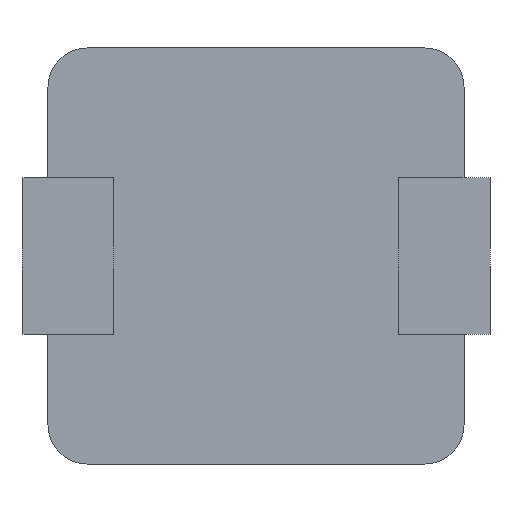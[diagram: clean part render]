
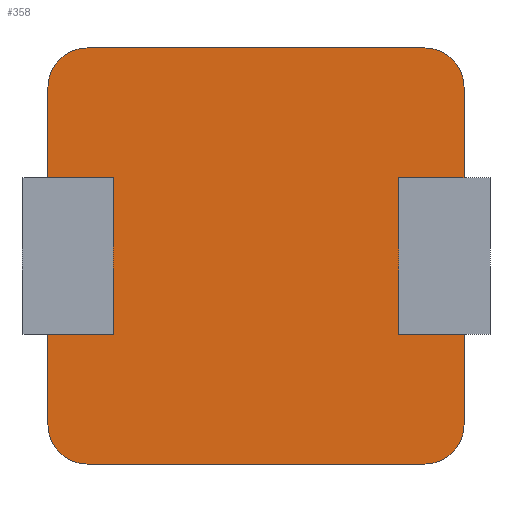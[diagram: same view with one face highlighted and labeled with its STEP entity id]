
A CAD part, front view. The second image highlights one B-rep face of the part: STEP entity #358.
In plain terms, the highlighted planar face has unit normal (0, -1, 0).
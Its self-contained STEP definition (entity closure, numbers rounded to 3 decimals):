
#19=CIRCLE('',#389,0.3);
#21=CIRCLE('',#393,0.3);
#23=CIRCLE('',#397,0.3);
#25=CIRCLE('',#401,0.3);
#40=FACE_OUTER_BOUND('',#62,.T.);
#62=EDGE_LOOP('',(#275,#276,#277,#278,#279,#280,#281,#282));
#75=LINE('',#523,#115);
#80=LINE('',#537,#120);
#84=LINE('',#549,#124);
#88=LINE('',#561,#128);
#115=VECTOR('',#421,10.);
#120=VECTOR('',#434,10.);
#124=VECTOR('',#446,10.);
#128=VECTOR('',#458,10.);
#155=VERTEX_POINT('',#521);
#156=VERTEX_POINT('',#522);
#159=VERTEX_POINT('',#530);
#161=VERTEX_POINT('',#536);
#163=VERTEX_POINT('',#542);
#165=VERTEX_POINT('',#548);
#167=VERTEX_POINT('',#554);
#169=VERTEX_POINT('',#560);
#187=EDGE_CURVE('',#155,#156,#75,.T.);
#191=EDGE_CURVE('',#159,#156,#19,.T.);
#194=EDGE_CURVE('',#159,#161,#80,.T.);
#197=EDGE_CURVE('',#163,#161,#21,.T.);
#200=EDGE_CURVE('',#163,#165,#84,.T.);
#203=EDGE_CURVE('',#167,#165,#23,.T.);
#206=EDGE_CURVE('',#167,#169,#88,.T.);
#209=EDGE_CURVE('',#155,#169,#25,.T.);
#275=ORIENTED_EDGE('',*,*,#209,.F.);
#276=ORIENTED_EDGE('',*,*,#187,.T.);
#277=ORIENTED_EDGE('',*,*,#191,.F.);
#278=ORIENTED_EDGE('',*,*,#194,.T.);
#279=ORIENTED_EDGE('',*,*,#197,.F.);
#280=ORIENTED_EDGE('',*,*,#200,.T.);
#281=ORIENTED_EDGE('',*,*,#203,.F.);
#282=ORIENTED_EDGE('',*,*,#206,.T.);
#336=PLANE('',#404);
#358=ADVANCED_FACE('',(#40),#336,.F.);
#389=AXIS2_PLACEMENT_3D('',#531,#427,#428);
#393=AXIS2_PLACEMENT_3D('',#543,#439,#440);
#397=AXIS2_PLACEMENT_3D('',#555,#451,#452);
#401=AXIS2_PLACEMENT_3D('',#566,#463,#464);
#404=AXIS2_PLACEMENT_3D('',#569,#469,#470);
#421=DIRECTION('',(1.,0.,0.));
#427=DIRECTION('center_axis',(0.,1.,0.));
#428=DIRECTION('ref_axis',(1.,0.,0.));
#434=DIRECTION('',(0.,0.,1.));
#439=DIRECTION('center_axis',(0.,1.,0.));
#440=DIRECTION('ref_axis',(0.,0.,1.));
#446=DIRECTION('',(-1.,0.,0.));
#451=DIRECTION('center_axis',(0.,1.,0.));
#452=DIRECTION('ref_axis',(-1.,0.,0.));
#458=DIRECTION('',(0.,0.,-1.));
#463=DIRECTION('center_axis',(0.,1.,0.));
#464=DIRECTION('ref_axis',(0.,0.,-1.));
#469=DIRECTION('center_axis',(0.,1.,0.));
#470=DIRECTION('ref_axis',(1.,0.,0.));
#521=CARTESIAN_POINT('',(-1.3,0.1,-1.6));
#522=CARTESIAN_POINT('',(1.3,0.1,-1.6));
#523=CARTESIAN_POINT('',(-1.3,0.1,-1.6));
#530=CARTESIAN_POINT('',(1.6,0.1,-1.3));
#531=CARTESIAN_POINT('Origin',(1.3,0.1,-1.3));
#536=CARTESIAN_POINT('',(1.6,0.1,1.3));
#537=CARTESIAN_POINT('',(1.6,0.1,-1.3));
#542=CARTESIAN_POINT('',(1.3,0.1,1.6));
#543=CARTESIAN_POINT('Origin',(1.3,0.1,1.3));
#548=CARTESIAN_POINT('',(-1.3,0.1,1.6));
#549=CARTESIAN_POINT('',(1.3,0.1,1.6));
#554=CARTESIAN_POINT('',(-1.6,0.1,1.3));
#555=CARTESIAN_POINT('Origin',(-1.3,0.1,1.3));
#560=CARTESIAN_POINT('',(-1.6,0.1,-1.3));
#561=CARTESIAN_POINT('',(-1.6,0.1,1.3));
#566=CARTESIAN_POINT('Origin',(-1.3,0.1,-1.3));
#569=CARTESIAN_POINT('Origin',(0.,0.1,0.));
